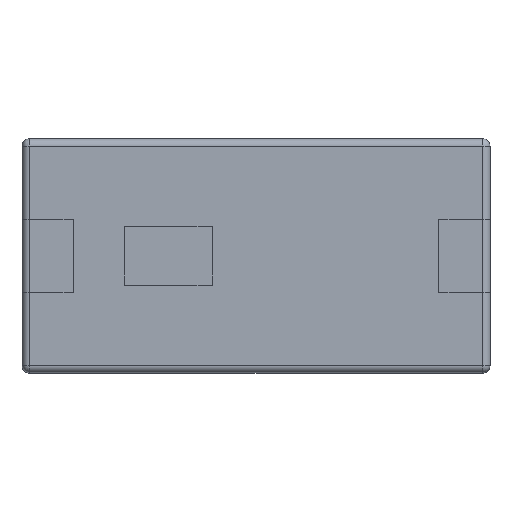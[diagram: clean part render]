
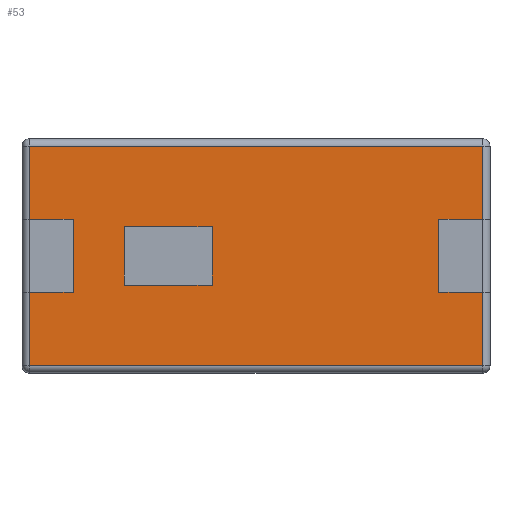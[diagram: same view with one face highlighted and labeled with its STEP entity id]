
A CAD part, top view. The second image highlights one B-rep face of the part: STEP entity #53.
In plain terms, the highlighted planar face has unit normal (0, 0, 1).
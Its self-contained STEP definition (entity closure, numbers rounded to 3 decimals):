
#13=DIRECTION('',(0.,0.,1.));
#21=EDGE_CURVE('',#22,#24,#26,.T.);
#22=VERTEX_POINT('',#23);
#23=CARTESIAN_POINT('',(1.55,0.75,1.3));
#24=VERTEX_POINT('',#25);
#25=CARTESIAN_POINT('',(-1.55,0.75,1.3));
#26=LINE('',#27,#28);
#27=CARTESIAN_POINT('',(1.6,0.75,1.3));
#28=VECTOR('',#29,1.);
#29=DIRECTION('',(-1.,0.,0.));
#48=DIRECTION('',(1.,0.,0.));
#49=DIRECTION('',(0.,1.,0.));
#53=ADVANCED_FACE('',(#54,#117),#139,.T.);
#54=FACE_BOUND('',#55,.T.);
#55=EDGE_LOOP('',(#56,#57,#64,#69,#75,#82,#87,#93,#98,#103,#108,#114));
#56=ORIENTED_EDGE('',*,*,#21,.T.);
#57=ORIENTED_EDGE('',*,*,#58,.T.);
#58=EDGE_CURVE('',#24,#59,#61,.T.);
#59=VERTEX_POINT('',#60);
#60=CARTESIAN_POINT('',(-1.55,0.25,1.3));
#61=LINE('',#25,#62);
#62=VECTOR('',#63,1.);
#63=DIRECTION('',(0.,-1.,0.));
#64=ORIENTED_EDGE('',*,*,#65,.F.);
#65=EDGE_CURVE('',#66,#59,#68,.T.);
#66=VERTEX_POINT('',#67);
#67=CARTESIAN_POINT('',(-1.25,0.25,1.3));
#68=LINE('',#67,#28);
#69=ORIENTED_EDGE('',*,*,#70,.F.);
#70=EDGE_CURVE('',#71,#66,#73,.T.);
#71=VERTEX_POINT('',#72);
#72=CARTESIAN_POINT('',(-1.25,-0.25,1.3));
#73=LINE('',#72,#74);
#74=VECTOR('',#49,1.);
#75=ORIENTED_EDGE('',*,*,#76,.F.);
#76=EDGE_CURVE('',#77,#71,#79,.T.);
#77=VERTEX_POINT('',#78);
#78=CARTESIAN_POINT('',(-1.55,-0.25,1.3));
#79=LINE('',#80,#81);
#80=CARTESIAN_POINT('',(-1.6,-0.25,1.3));
#81=VECTOR('',#48,1.);
#82=ORIENTED_EDGE('',*,*,#83,.T.);
#83=EDGE_CURVE('',#77,#84,#86,.T.);
#84=VERTEX_POINT('',#85);
#85=CARTESIAN_POINT('',(-1.55,-0.75,1.3));
#86=LINE('',#78,#62);
#87=ORIENTED_EDGE('',*,*,#88,.T.);
#88=EDGE_CURVE('',#84,#89,#91,.T.);
#89=VERTEX_POINT('',#90);
#90=CARTESIAN_POINT('',(1.55,-0.75,1.3));
#91=LINE('',#92,#81);
#92=CARTESIAN_POINT('',(-1.6,-0.75,1.3));
#93=ORIENTED_EDGE('',*,*,#94,.T.);
#94=EDGE_CURVE('',#89,#95,#97,.T.);
#95=VERTEX_POINT('',#96);
#96=CARTESIAN_POINT('',(1.55,-0.25,1.3));
#97=LINE('',#90,#74);
#98=ORIENTED_EDGE('',*,*,#99,.F.);
#99=EDGE_CURVE('',#100,#95,#102,.T.);
#100=VERTEX_POINT('',#101);
#101=CARTESIAN_POINT('',(1.25,-0.25,1.3));
#102=LINE('',#101,#81);
#103=ORIENTED_EDGE('',*,*,#104,.F.);
#104=EDGE_CURVE('',#105,#100,#107,.T.);
#105=VERTEX_POINT('',#106);
#106=CARTESIAN_POINT('',(1.25,0.25,1.3));
#107=LINE('',#106,#62);
#108=ORIENTED_EDGE('',*,*,#109,.F.);
#109=EDGE_CURVE('',#110,#105,#112,.T.);
#110=VERTEX_POINT('',#111);
#111=CARTESIAN_POINT('',(1.55,0.25,1.3));
#112=LINE('',#113,#28);
#113=CARTESIAN_POINT('',(1.6,0.25,1.3));
#114=ORIENTED_EDGE('',*,*,#115,.T.);
#115=EDGE_CURVE('',#110,#22,#116,.T.);
#116=LINE('',#111,#74);
#117=FACE_BOUND('',#118,.T.);
#118=EDGE_LOOP('',(#119,#126,#131,#136));
#119=ORIENTED_EDGE('',*,*,#120,.F.);
#120=EDGE_CURVE('',#121,#123,#125,.T.);
#121=VERTEX_POINT('',#122);
#122=CARTESIAN_POINT('',(-0.3,-0.2,1.3));
#123=VERTEX_POINT('',#124);
#124=CARTESIAN_POINT('',(-0.3,0.2,1.3));
#125=LINE('',#122,#74);
#126=ORIENTED_EDGE('',*,*,#127,.F.);
#127=EDGE_CURVE('',#128,#121,#130,.T.);
#128=VERTEX_POINT('',#129);
#129=CARTESIAN_POINT('',(-0.9,-0.2,1.3));
#130=LINE('',#129,#81);
#131=ORIENTED_EDGE('',*,*,#132,.F.);
#132=EDGE_CURVE('',#133,#128,#135,.T.);
#133=VERTEX_POINT('',#134);
#134=CARTESIAN_POINT('',(-0.9,0.2,1.3));
#135=LINE('',#134,#62);
#136=ORIENTED_EDGE('',*,*,#137,.F.);
#137=EDGE_CURVE('',#123,#133,#138,.T.);
#138=LINE('',#124,#28);
#139=PLANE('',#140);
#140=AXIS2_PLACEMENT_3D('',#141,#13,#48);
#141=CARTESIAN_POINT('',(0.,0.,1.3));
